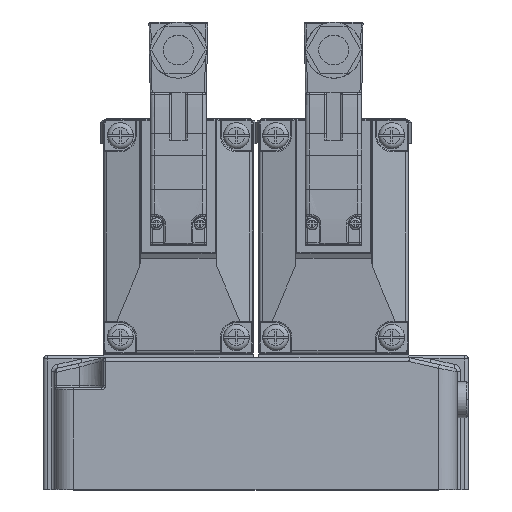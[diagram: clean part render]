
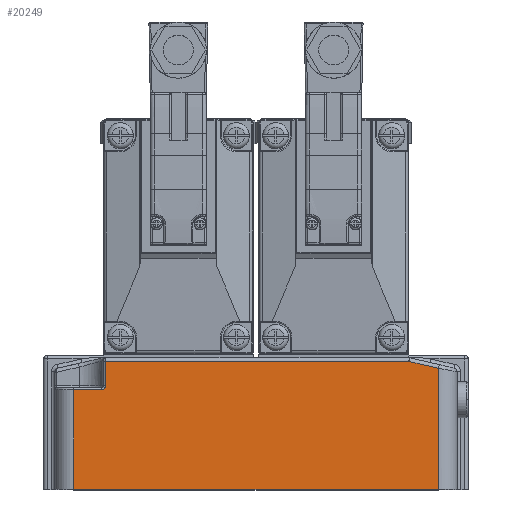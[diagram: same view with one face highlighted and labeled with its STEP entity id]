
A CAD part, top view. The second image highlights one B-rep face of the part: STEP entity #20249.
In plain terms, the highlighted planar face has unit normal (0, 0, 1).
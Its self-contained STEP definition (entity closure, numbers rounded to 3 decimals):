
#889 = EDGE_CURVE ( 'NONE', #31725, #18449, #14368, .T. ) ;
#1802 = LINE ( 'NONE', #20860, #34729 ) ;
#2057 = LINE ( 'NONE', #26504, #34987 ) ;
#2223 = VECTOR ( 'NONE', #27372, 1000. ) ;
#2689 = VERTEX_POINT ( 'NONE', #26126 ) ;
#4861 = DIRECTION ( 'NONE',  ( -1., 0., 0. ) ) ;
#4882 = VECTOR ( 'NONE', #22982, 1000. ) ;
#5134 = CARTESIAN_POINT ( 'NONE',  ( -40.75, 34.2, 40. ) ) ;
#5550 = LINE ( 'NONE', #5134, #14046 ) ;
#6100 = VERTEX_POINT ( 'NONE', #40982 ) ;
#6174 = EDGE_CURVE ( 'NONE', #15235, #2689, #2057, .T. ) ;
#8249 = CARTESIAN_POINT ( 'NONE',  ( -40.25, 27.7, 40. ) ) ;
#8487 = VERTEX_POINT ( 'NONE', #10487 ) ;
#9760 = CARTESIAN_POINT ( 'NONE',  ( 48.75, 32.245, 40. ) ) ;
#10487 = CARTESIAN_POINT ( 'NONE',  ( -48.75, 26.7, 40. ) ) ;
#11398 = FACE_OUTER_BOUND ( 'NONE', #36159, .T. ) ;
#12395 = ORIENTED_EDGE ( 'NONE', *, *, #21156, .T. ) ;
#14046 = VECTOR ( 'NONE', #4861, 1000. ) ;
#14368 = LINE ( 'NONE', #22947, #4882 ) ;
#15235 = VERTEX_POINT ( 'NONE', #28462 ) ;
#15738 = CARTESIAN_POINT ( 'NONE',  ( 0., 0., 40. ) ) ;
#15947 = DIRECTION ( 'NONE',  ( 1., 0., 0. ) ) ;
#15994 = DIRECTION ( 'NONE',  ( 0., 0., 1. ) ) ;
#16026 = CARTESIAN_POINT ( 'NONE',  ( -41.25, 27.7, 40. ) ) ;
#16155 = PLANE ( 'NONE',  #19235 ) ;
#16302 = DIRECTION ( 'NONE',  ( 1., 0., 0. ) ) ;
#16340 = DIRECTION ( 'NONE',  ( 0., 0., 1. ) ) ;
#16472 = ORIENTED_EDGE ( 'NONE', *, *, #40699, .T. ) ;
#16855 = EDGE_CURVE ( 'NONE', #2689, #20718, #35637, .T. ) ;
#17419 = ORIENTED_EDGE ( 'NONE', *, *, #889, .T. ) ;
#18449 = VERTEX_POINT ( 'NONE', #8249 ) ;
#19235 = AXIS2_PLACEMENT_3D ( 'NONE', #15738, #16340, #16302 ) ;
#19236 = LINE ( 'NONE', #31865, #2223 ) ;
#19363 = CIRCLE ( 'NONE', #36813, 1. ) ;
#20249 = ADVANCED_FACE ( 'NONE', ( #11398 ), #16155, .T. ) ;
#20718 = VERTEX_POINT ( 'NONE', #28957 ) ;
#20860 = CARTESIAN_POINT ( 'NONE',  ( -48.75, 26.7, 40. ) ) ;
#20911 = DIRECTION ( 'NONE',  ( -1., 0., 0. ) ) ;
#21156 = EDGE_CURVE ( 'NONE', #20718, #6100, #19236, .T. ) ;
#21490 = ORIENTED_EDGE ( 'NONE', *, *, #40419, .T. ) ;
#22947 = CARTESIAN_POINT ( 'NONE',  ( -40.25, 27.2, 40. ) ) ;
#22982 = DIRECTION ( 'NONE',  ( 0., -1., 0. ) ) ;
#23385 = DIRECTION ( 'NONE',  ( 0., 1., 0. ) ) ;
#24447 = VECTOR ( 'NONE', #37342, 1000. ) ;
#26126 = CARTESIAN_POINT ( 'NONE',  ( 48.75, 0., 40. ) ) ;
#26218 = DIRECTION ( 'NONE',  ( 1., 0., 0. ) ) ;
#26504 = CARTESIAN_POINT ( 'NONE',  ( -53.75, 0., 40. ) ) ;
#27312 = VECTOR ( 'NONE', #23385, 1000. ) ;
#27372 = DIRECTION ( 'NONE',  ( -0.974, 0.225, 0. ) ) ;
#27918 = EDGE_CURVE ( 'NONE', #6100, #31725, #5550, .T. ) ;
#28462 = CARTESIAN_POINT ( 'NONE',  ( -48.75, 0., 40. ) ) ;
#28957 = CARTESIAN_POINT ( 'NONE',  ( 48.75, 32.373, 40. ) ) ;
#30992 = CARTESIAN_POINT ( 'NONE',  ( -40.25, 34.2, 40. ) ) ;
#31292 = ORIENTED_EDGE ( 'NONE', *, *, #6174, .T. ) ;
#31725 = VERTEX_POINT ( 'NONE', #30992 ) ;
#31862 = VERTEX_POINT ( 'NONE', #33817 ) ;
#31865 = CARTESIAN_POINT ( 'NONE',  ( 40.725, 34.226, 40. ) ) ;
#32899 = LINE ( 'NONE', #37747, #24447 ) ;
#33817 = CARTESIAN_POINT ( 'NONE',  ( -41.25, 26.7, 40. ) ) ;
#34729 = VECTOR ( 'NONE', #20911, 1000. ) ;
#34987 = VECTOR ( 'NONE', #26218, 1000. ) ;
#35474 = EDGE_CURVE ( 'NONE', #31862, #18449, #19363, .T. ) ;
#35637 = LINE ( 'NONE', #9760, #27312 ) ;
#35829 = ORIENTED_EDGE ( 'NONE', *, *, #35474, .F. ) ;
#36159 = EDGE_LOOP ( 'NONE', ( #38763, #17419, #35829, #21490, #16472, #31292, #39697, #12395 ) ) ;
#36813 = AXIS2_PLACEMENT_3D ( 'NONE', #16026, #15994, #15947 ) ;
#37342 = DIRECTION ( 'NONE',  ( 0., -1., 0. ) ) ;
#37747 = CARTESIAN_POINT ( 'NONE',  ( -48.75, 0., 40. ) ) ;
#38763 = ORIENTED_EDGE ( 'NONE', *, *, #27918, .T. ) ;
#39697 = ORIENTED_EDGE ( 'NONE', *, *, #16855, .T. ) ;
#40419 = EDGE_CURVE ( 'NONE', #31862, #8487, #1802, .T. ) ;
#40699 = EDGE_CURVE ( 'NONE', #8487, #15235, #32899, .T. ) ;
#40982 = CARTESIAN_POINT ( 'NONE',  ( 40.836, 34.2, 40. ) ) ;
